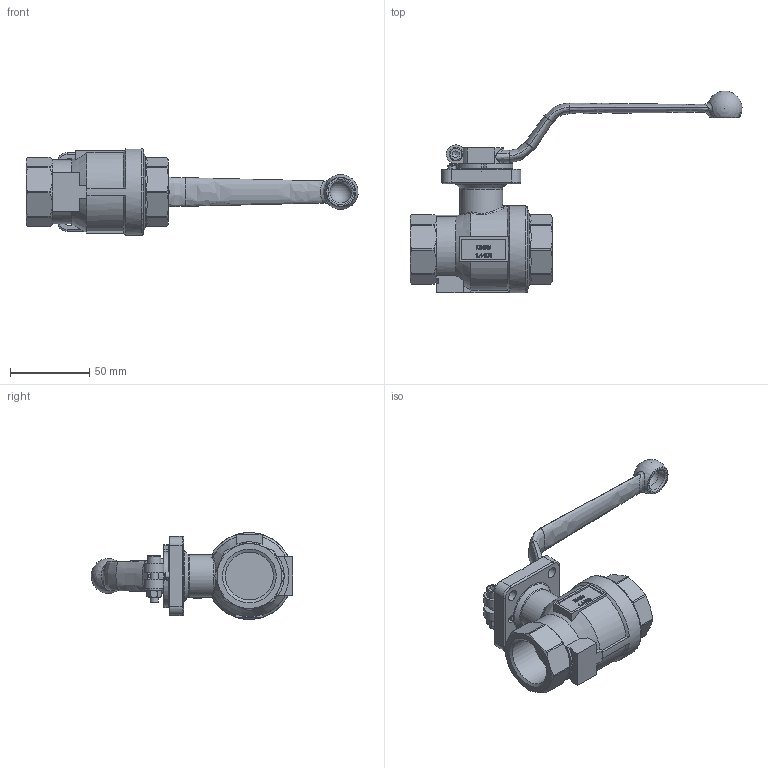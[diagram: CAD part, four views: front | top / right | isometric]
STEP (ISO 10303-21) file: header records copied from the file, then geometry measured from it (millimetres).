
FILE_DESCRIPTION (( 'STEP AP214' ), '1' );
FILE_NAME ('DVGW-K2-100-G16-4 Pro Kugelhahn 2205.STEP', '2022-05-10T11:11:06', ( '' ), ( '' ), 'SwSTEP 2.0', 'SolidWorks 2019', '' );
FILE_SCHEMA (( 'AUTOMOTIVE_DESIGN' ));
Length unit declared in the file: millimetre
Products named in the file (1): DVGW-K2-100-G16-4 Pro Kugelhahn 2205
Bounding box: 209.91 x 127.55 x 55 mm (x, y, z)
Volume: 189625.3 mm3; surface area: 40874.8 mm2
Topology: 1 solids, 1 shells, 484 faces, 1303 edges, 846 vertices
Faces by surface type: plane 240, cylinder 97, bspline 79, cone 45, torus 19, sphere 4
Full cylindrical faces by diameter (mm): 4.9 x1, 5 x2, 5.2 x2, 7 x4, 8.5 x1, 9.2 x1, 14 x1, 20.797 x1, 27 x1, 30.291 x2, 55 x1
Entity records: 20058 total; most frequent: CARTESIAN_POINT 8830, ORIENTED_EDGE 2500, DIRECTION 1973, EDGE_CURVE 1250, VERTEX_POINT 829, AXIS2_PLACEMENT_3D 678, VECTOR 617, LINE 617
